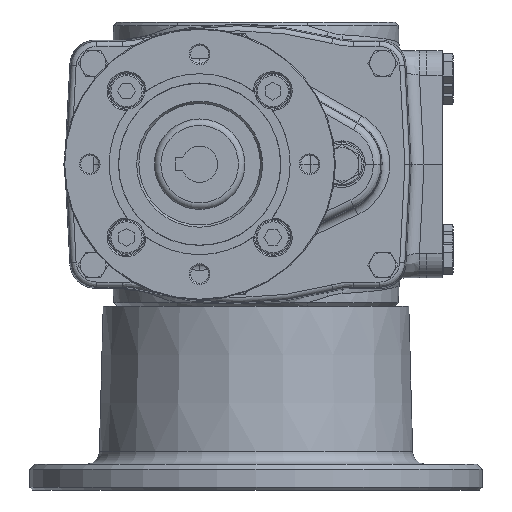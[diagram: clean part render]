
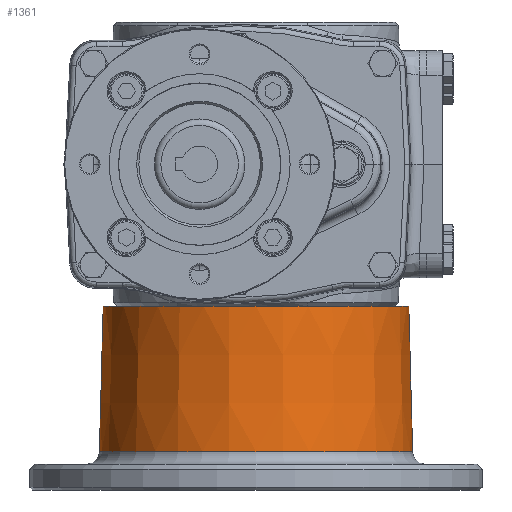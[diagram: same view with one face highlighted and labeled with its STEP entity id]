
A CAD part, left-side view. The second image highlights one B-rep face of the part: STEP entity #1361.
In plain terms, the highlighted conical face has half-angle 1.5 degrees and reference radius 61 mm.
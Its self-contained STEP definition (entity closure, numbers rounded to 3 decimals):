
#1361 = ADVANCED_FACE( '', ( #3336, #3337 ), #3338, .T. );
#3336 = FACE_OUTER_BOUND( '', #8209, .T. );
#3337 = FACE_BOUND( '', #8210, .T. );
#3338 = CONICAL_SURFACE( '', #8211, 61., 0.026 );
#8209 = EDGE_LOOP( '', ( #15310 ) );
#8210 = EDGE_LOOP( '', ( #15311 ) );
#8211 = AXIS2_PLACEMENT_3D( '', #15312, #15313, #15314 );
#15310 = ORIENTED_EDGE( '', *, *, #20363, .T. );
#15311 = ORIENTED_EDGE( '', *, *, #20364, .T. );
#15312 = CARTESIAN_POINT( '', ( 0., 0., -127.5 ) );
#15313 = DIRECTION( '', ( 0., 0., -1. ) );
#15314 = DIRECTION( '', ( 0., 1., 0. ) );
#20363 = EDGE_CURVE( '', #23459, #23459, #23460, .T. );
#20364 = EDGE_CURVE( '', #23461, #23461, #23462, .T. );
#23459 = VERTEX_POINT( '', #29196 );
#23460 = CIRCLE( '', #29197, 60.571 );
#23461 = VERTEX_POINT( '', #29198 );
#23462 = CIRCLE( '', #29199, 59.102 );
#29196 = CARTESIAN_POINT( '', ( 0., 60.571, -111.131 ) );
#29197 = AXIS2_PLACEMENT_3D( '', #33620, #33621, #33622 );
#29198 = CARTESIAN_POINT( '', ( 0., -59.102, -55. ) );
#29199 = AXIS2_PLACEMENT_3D( '', #33623, #33624, #33625 );
#33620 = CARTESIAN_POINT( '', ( 0., 0., -111.131 ) );
#33621 = DIRECTION( '', ( 0., 0., 1. ) );
#33622 = DIRECTION( '', ( 0., 1., 0. ) );
#33623 = CARTESIAN_POINT( '', ( 0., 0., -55. ) );
#33624 = DIRECTION( '', ( 0., 0., -1. ) );
#33625 = DIRECTION( '', ( 0., -1., 0. ) );
